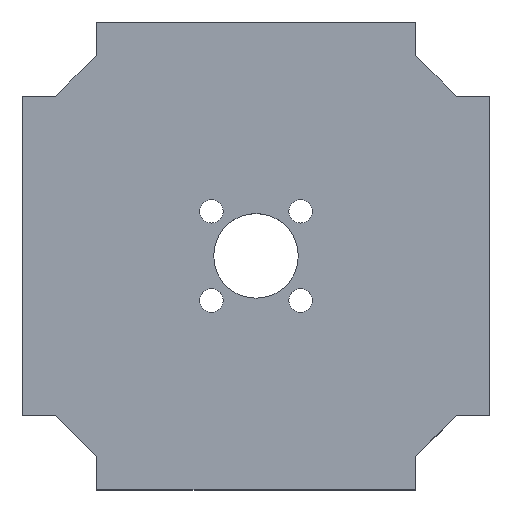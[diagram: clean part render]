
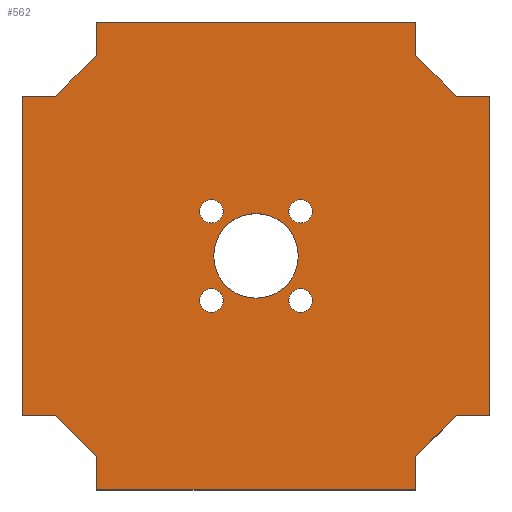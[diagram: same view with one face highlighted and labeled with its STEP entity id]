
A CAD part, top view. The second image highlights one B-rep face of the part: STEP entity #562.
In plain terms, the highlighted planar face has unit normal (0, 0, 1).
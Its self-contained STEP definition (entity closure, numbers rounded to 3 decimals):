
#21=FACE_BOUND('',#110,.T.);
#22=FACE_BOUND('',#111,.T.);
#23=FACE_BOUND('',#112,.T.);
#24=FACE_BOUND('',#113,.T.);
#25=FACE_BOUND('',#114,.T.);
#47=PLANE('',#620);
#75=FACE_OUTER_BOUND('',#109,.T.);
#109=EDGE_LOOP('',(#506,#507,#508,#509,#510,#511,#512,#513,#514,#515,#516,
#517,#518,#519,#520,#521));
#110=EDGE_LOOP('',(#522));
#111=EDGE_LOOP('',(#523));
#112=EDGE_LOOP('',(#524));
#113=EDGE_LOOP('',(#525));
#114=EDGE_LOOP('',(#526));
#133=LINE('',#824,#198);
#137=LINE('',#832,#202);
#140=LINE('',#838,#205);
#143=LINE('',#845,#208);
#147=LINE('',#853,#212);
#150=LINE('',#859,#215);
#153=LINE('',#866,#218);
#157=LINE('',#874,#222);
#160=LINE('',#880,#225);
#163=LINE('',#887,#228);
#167=LINE('',#895,#232);
#170=LINE('',#901,#235);
#173=LINE('',#906,#238);
#175=LINE('',#909,#240);
#179=LINE('',#915,#244);
#180=LINE('',#917,#245);
#198=VECTOR('',#683,10.);
#202=VECTOR('',#689,10.);
#205=VECTOR('',#694,10.);
#208=VECTOR('',#699,10.);
#212=VECTOR('',#705,10.);
#215=VECTOR('',#710,10.);
#218=VECTOR('',#715,10.);
#222=VECTOR('',#721,10.);
#225=VECTOR('',#726,10.);
#228=VECTOR('',#731,10.);
#232=VECTOR('',#737,10.);
#235=VECTOR('',#742,10.);
#238=VECTOR('',#747,10.);
#240=VECTOR('',#751,10.);
#244=VECTOR('',#759,10.);
#245=VECTOR('',#762,10.);
#246=CIRCLE('',#585,1.25);
#248=CIRCLE('',#588,1.25);
#250=CIRCLE('',#591,1.25);
#252=CIRCLE('',#594,4.5);
#254=CIRCLE('',#597,1.25);
#256=VERTEX_POINT('',#767);
#258=VERTEX_POINT('',#773);
#260=VERTEX_POINT('',#779);
#262=VERTEX_POINT('',#785);
#264=VERTEX_POINT('',#791);
#274=VERTEX_POINT('',#822);
#275=VERTEX_POINT('',#823);
#278=VERTEX_POINT('',#831);
#280=VERTEX_POINT('',#837);
#282=VERTEX_POINT('',#843);
#283=VERTEX_POINT('',#844);
#286=VERTEX_POINT('',#852);
#288=VERTEX_POINT('',#858);
#290=VERTEX_POINT('',#864);
#291=VERTEX_POINT('',#865);
#294=VERTEX_POINT('',#873);
#296=VERTEX_POINT('',#879);
#298=VERTEX_POINT('',#885);
#299=VERTEX_POINT('',#886);
#302=VERTEX_POINT('',#894);
#304=VERTEX_POINT('',#900);
#306=EDGE_CURVE('',#256,#256,#246,.T.);
#309=EDGE_CURVE('',#258,#258,#248,.T.);
#312=EDGE_CURVE('',#260,#260,#250,.T.);
#315=EDGE_CURVE('',#262,#262,#252,.T.);
#318=EDGE_CURVE('',#264,#264,#254,.T.);
#333=EDGE_CURVE('',#274,#275,#133,.T.);
#337=EDGE_CURVE('',#278,#274,#137,.T.);
#340=EDGE_CURVE('',#280,#278,#140,.T.);
#343=EDGE_CURVE('',#282,#283,#143,.T.);
#347=EDGE_CURVE('',#283,#286,#147,.T.);
#350=EDGE_CURVE('',#288,#282,#150,.T.);
#353=EDGE_CURVE('',#290,#291,#153,.T.);
#357=EDGE_CURVE('',#294,#290,#157,.T.);
#360=EDGE_CURVE('',#296,#294,#160,.T.);
#363=EDGE_CURVE('',#298,#299,#163,.T.);
#367=EDGE_CURVE('',#299,#302,#167,.T.);
#370=EDGE_CURVE('',#304,#298,#170,.T.);
#373=EDGE_CURVE('',#275,#296,#173,.T.);
#375=EDGE_CURVE('',#291,#304,#175,.T.);
#379=EDGE_CURVE('',#302,#288,#179,.T.);
#380=EDGE_CURVE('',#286,#280,#180,.T.);
#506=ORIENTED_EDGE('',*,*,#380,.T.);
#507=ORIENTED_EDGE('',*,*,#340,.T.);
#508=ORIENTED_EDGE('',*,*,#337,.T.);
#509=ORIENTED_EDGE('',*,*,#333,.T.);
#510=ORIENTED_EDGE('',*,*,#373,.T.);
#511=ORIENTED_EDGE('',*,*,#360,.T.);
#512=ORIENTED_EDGE('',*,*,#357,.T.);
#513=ORIENTED_EDGE('',*,*,#353,.T.);
#514=ORIENTED_EDGE('',*,*,#375,.T.);
#515=ORIENTED_EDGE('',*,*,#370,.T.);
#516=ORIENTED_EDGE('',*,*,#363,.T.);
#517=ORIENTED_EDGE('',*,*,#367,.T.);
#518=ORIENTED_EDGE('',*,*,#379,.T.);
#519=ORIENTED_EDGE('',*,*,#350,.T.);
#520=ORIENTED_EDGE('',*,*,#343,.T.);
#521=ORIENTED_EDGE('',*,*,#347,.T.);
#522=ORIENTED_EDGE('',*,*,#306,.T.);
#523=ORIENTED_EDGE('',*,*,#309,.T.);
#524=ORIENTED_EDGE('',*,*,#312,.T.);
#525=ORIENTED_EDGE('',*,*,#315,.T.);
#526=ORIENTED_EDGE('',*,*,#318,.T.);
#562=ADVANCED_FACE('',(#75,#21,#22,#23,#24,#25),#47,.F.);
#585=AXIS2_PLACEMENT_3D('',#768,#626,#627);
#588=AXIS2_PLACEMENT_3D('',#774,#633,#634);
#591=AXIS2_PLACEMENT_3D('',#780,#640,#641);
#594=AXIS2_PLACEMENT_3D('',#786,#647,#648);
#597=AXIS2_PLACEMENT_3D('',#792,#654,#655);
#620=AXIS2_PLACEMENT_3D('',#916,#760,#761);
#626=DIRECTION('center_axis',(0.,0.,
-1.));
#627=DIRECTION('ref_axis',(1.,0.,0.));
#633=DIRECTION('center_axis',(0.,0.,
-1.));
#634=DIRECTION('ref_axis',(1.,0.,0.));
#640=DIRECTION('center_axis',(0.,0.,
-1.));
#641=DIRECTION('ref_axis',(1.,0.,0.));
#647=DIRECTION('center_axis',(0.,0.,
-1.));
#648=DIRECTION('ref_axis',(1.,0.,0.));
#654=DIRECTION('center_axis',(0.,0.,
-1.));
#655=DIRECTION('ref_axis',(1.,0.,0.));
#683=DIRECTION('',(1.,0.,0.));
#689=DIRECTION('',(0.707,0.707,0.));
#694=DIRECTION('',(0.,1.,0.));
#699=DIRECTION('',(0.707,-0.707,0.));
#705=DIRECTION('',(0.,-1.,0.));
#710=DIRECTION('',(1.,0.,0.));
#715=DIRECTION('',(0.,1.,0.));
#721=DIRECTION('',(-0.707,0.707,0.));
#726=DIRECTION('',(-1.,0.,0.));
#731=DIRECTION('',(-0.707,-0.707,0.));
#737=DIRECTION('',(-1.,0.,0.));
#742=DIRECTION('',(0.,-1.,0.));
#747=DIRECTION('',(0.,1.,0.));
#751=DIRECTION('',(-1.,0.,0.));
#759=DIRECTION('',(0.,-1.,0.));
#760=DIRECTION('center_axis',(0.,0.,
-1.));
#761=DIRECTION('ref_axis',(-1.,0.,0.));
#762=DIRECTION('',(1.,0.,0.));
#767=CARTESIAN_POINT('',(-41.43,16.18,22.));
#768=CARTESIAN_POINT('Origin',(-40.18,16.18,22.));
#773=CARTESIAN_POINT('',(-41.43,25.68,22.));
#774=CARTESIAN_POINT('Origin',(-40.18,25.68,22.));
#779=CARTESIAN_POINT('',(-31.93,16.18,22.));
#780=CARTESIAN_POINT('Origin',(-30.68,16.18,22.));
#785=CARTESIAN_POINT('',(-39.93,20.93,22.));
#786=CARTESIAN_POINT('Origin',(-35.43,20.93,22.));
#791=CARTESIAN_POINT('',(-31.93,25.68,22.));
#792=CARTESIAN_POINT('Origin',(-30.68,25.68,22.));
#822=CARTESIAN_POINT('',(-14.105,3.93,22.));
#823=CARTESIAN_POINT('',(-10.53,3.93,22.));
#824=CARTESIAN_POINT('',(-24.767,3.93,22.));
#831=CARTESIAN_POINT('',(-18.43,-0.395,22.));
#832=CARTESIAN_POINT('',(-17.349,0.686,22.));
#837=CARTESIAN_POINT('',(-18.43,-3.97,22.));
#838=CARTESIAN_POINT('',(-18.43,8.48,22.));
#843=CARTESIAN_POINT('',(-56.755,3.93,22.));
#844=CARTESIAN_POINT('',(-52.389,-0.437,22.));
#845=CARTESIAN_POINT('',(-55.674,2.849,22.));
#852=CARTESIAN_POINT('',(-52.389,-3.97,22.));
#853=CARTESIAN_POINT('',(-52.389,10.247,22.));
#858=CARTESIAN_POINT('',(-60.33,3.93,22.));
#859=CARTESIAN_POINT('',(-47.88,3.93,22.));
#864=CARTESIAN_POINT('',(-18.43,42.255,22.));
#865=CARTESIAN_POINT('',(-18.43,45.83,22.));
#866=CARTESIAN_POINT('',(-18.43,31.593,22.));
#873=CARTESIAN_POINT('',(-14.105,37.93,22.));
#874=CARTESIAN_POINT('',(-15.186,39.011,22.));
#879=CARTESIAN_POINT('',(-10.53,37.93,22.));
#880=CARTESIAN_POINT('',(-22.98,37.93,22.));
#885=CARTESIAN_POINT('',(-52.43,42.255,22.));
#886=CARTESIAN_POINT('',(-56.755,37.93,22.));
#887=CARTESIAN_POINT('',(-53.511,41.174,22.));
#894=CARTESIAN_POINT('',(-60.33,37.93,22.));
#895=CARTESIAN_POINT('',(-46.093,37.93,22.));
#900=CARTESIAN_POINT('',(-52.43,45.83,22.));
#901=CARTESIAN_POINT('',(-52.43,33.38,22.));
#906=CARTESIAN_POINT('',(-10.53,29.33,22.));
#909=CARTESIAN_POINT('',(-43.83,45.83,22.));
#915=CARTESIAN_POINT('',(-60.33,12.53,22.));
#916=CARTESIAN_POINT('Origin',(-58.501,20.93,22.));
#917=CARTESIAN_POINT('',(-27.03,-3.97,22.));
